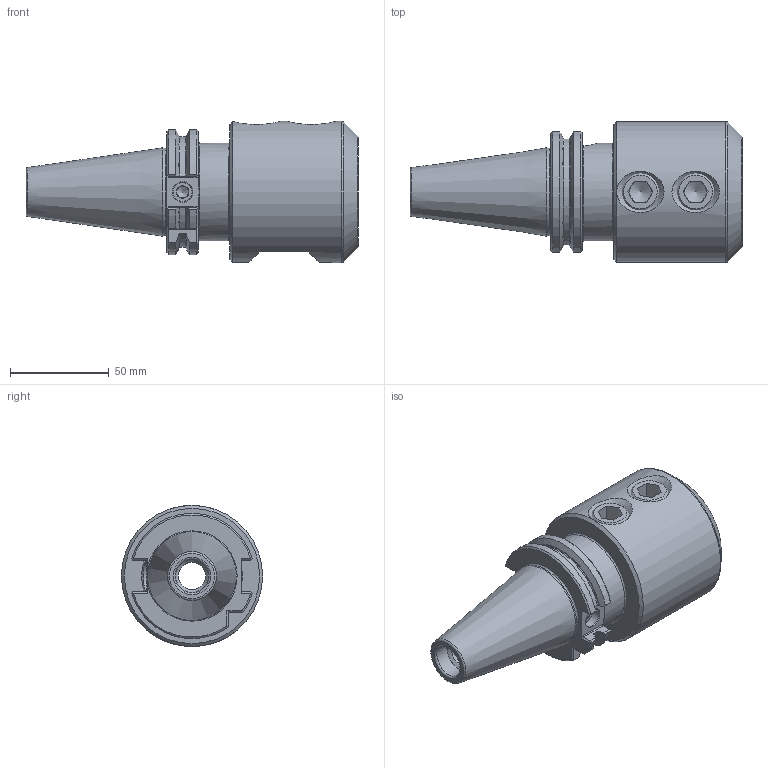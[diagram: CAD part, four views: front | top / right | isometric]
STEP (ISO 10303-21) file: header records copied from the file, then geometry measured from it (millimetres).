
FILE_DESCRIPTION( ( 'Unknown' ), '1' );
FILE_NAME( '224033260-D.stp', 'Unknown', ( 'Unknown' ), ( 'Unknown' ), 'PSStep 15.0.49', 'Unknown', ' ' );
FILE_SCHEMA( ( 'AUTOMOTIVE_DESIGN { 1 0 10303 214 1 1 1 1 }' ) );
Length unit declared in the file: millimetre
Products named in the file (3): 1; 2; 3
Bounding box: 168.25 x 71.5 x 71.5 mm (x, y, z)
Volume: 323080.5 mm3; surface area: 52837.9 mm2
Topology: 3 solids, 3 shells, 153 faces, 390 edges, 243 vertices
Faces by surface type: plane 73, cylinder 34, cone 31, torus 15
Full cylindrical faces by diameter (mm): 6 x1, 10 x1, 13.835 x2, 17 x1, 17.835 x2, 20 x2, 32 x1, 32.5 x1, 49.5 x1, 71.5 x1
Entity records: 6025 total; most frequent: CARTESIAN_POINT 1370, DIRECTION 699, ORIENTED_EDGE 664, EDGE_CURVE 332, AXIS2_PLACEMENT_3D 273, VERTEX_POINT 228, EDGE_LOOP 199, FACE_OUTER_BOUND 173
